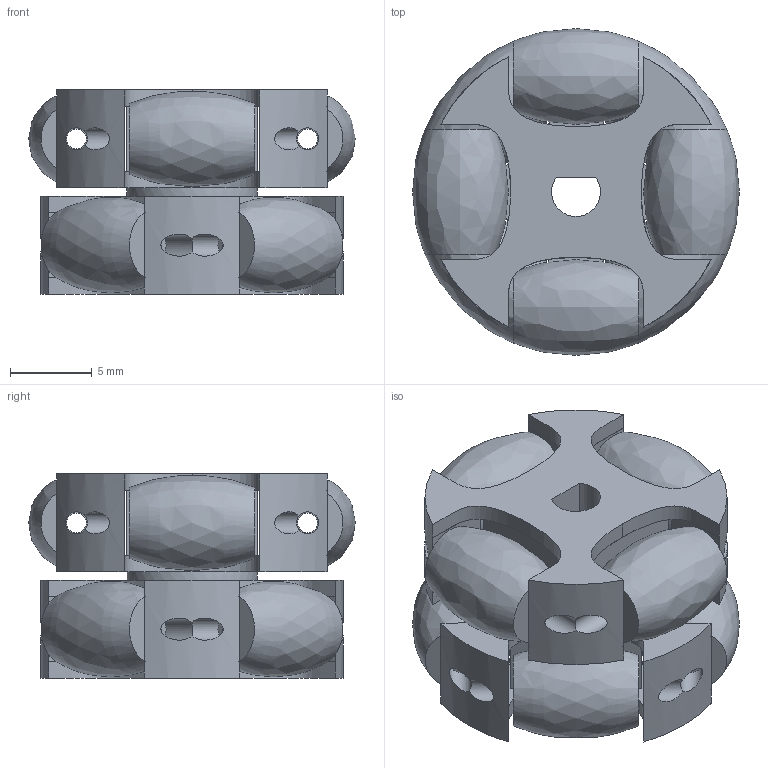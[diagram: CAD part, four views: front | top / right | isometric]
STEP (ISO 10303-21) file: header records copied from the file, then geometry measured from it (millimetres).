
FILE_DESCRIPTION(/* description */ (''),/* implementation_level */ '2;1');
FILE_NAME(/* name */ 'OmniWheels.step',/* time_stamp */ '2022-12-02T21:45:15+01:00',/* author */ (''),/* organization */ (''),/* preprocessor_version */ 'ST-DEVELOPER v19.2',/* originating_system */ 'Autodesk Translation Framework v11.17.0.187',/* authorisation */ '');
FILE_SCHEMA (('AUTOMOTIVE_DESIGN { 1 0 10303 214 3 1 1 }'));
Length unit declared in the file: millimetre
Products named in the file (1): Omniwheel 4
Bounding box: 20 x 20 x 12.5 mm (x, y, z)
Volume: 2544 mm3; surface area: 3138.4 mm2
Topology: 9 solids, 9 shells, 141 faces, 368 edges, 221 vertices
Faces by surface type: plane 67, bspline 40, cylinder 34
Full cylindrical faces by diameter (mm): 1.2 x8, 1.35 x16, 8 x1
Entity records: 7482 total; most frequent: CARTESIAN_POINT 4219, ORIENTED_EDGE 736, DIRECTION 575, EDGE_CURVE 368, VERTEX_POINT 221, AXIS2_PLACEMENT_3D 201, EDGE_LOOP 183, LINE 173
